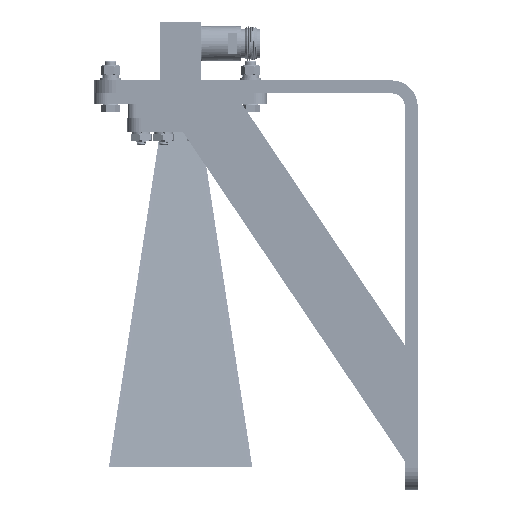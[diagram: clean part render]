
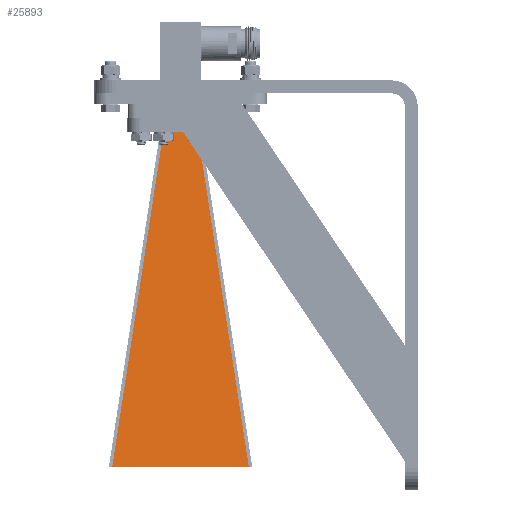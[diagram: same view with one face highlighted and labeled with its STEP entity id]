
A CAD part, left-side view. The second image highlights one B-rep face of the part: STEP entity #25893.
In plain terms, the highlighted face is planar.
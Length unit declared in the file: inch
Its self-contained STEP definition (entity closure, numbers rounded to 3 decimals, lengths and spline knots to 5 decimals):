
#2138 = CARTESIAN_POINT ( 'NONE',  ( -0.748, 0.311, 0.25 ) ) ;
#2478 = EDGE_CURVE ( 'NONE', #26361, #17728, #16094, .T. ) ;
#2714 = DIRECTION ( 'NONE',  ( 0.986, 0., 0.164 ) ) ;
#3788 = VERTEX_POINT ( 'NONE', #2138 ) ;
#4616 = ORIENTED_EDGE ( 'NONE', *, *, #5194, .F. ) ;
#5194 = EDGE_CURVE ( 'NONE', #3788, #17415, #17346, .T. ) ;
#5555 = DIRECTION ( 'NONE',  ( -0.163, -0.149, 0.975 ) ) ;
#6547 = EDGE_LOOP ( 'NONE', ( #26387, #19499, #4616, #17686 ) ) ;
#7997 = LINE ( 'NONE', #8419, #13450 ) ;
#8419 = CARTESIAN_POINT ( 'NONE',  ( -1.77, 1.248, 6.38 ) ) ;
#9575 = CARTESIAN_POINT ( 'NONE',  ( -1.77, 1.248, 6.38 ) ) ;
#10645 = EDGE_CURVE ( 'NONE', #3788, #26361, #12462, .T. ) ;
#12462 = LINE ( 'NONE', #24996, #20338 ) ;
#13029 = DIRECTION ( 'NONE',  ( -0.163, 0.149, 0.975 ) ) ;
#13450 = VECTOR ( 'NONE', #14229, 39.37008 ) ;
#13531 = CARTESIAN_POINT ( 'NONE',  ( -0.68722, 0., -0.11457 ) ) ;
#14087 = AXIS2_PLACEMENT_3D ( 'NONE', #13531, #2714, #24267 ) ;
#14229 = DIRECTION ( 'NONE',  ( 0., -1., 0. ) ) ;
#14677 = DIRECTION ( 'NONE',  ( 0., -1., 0. ) ) ;
#16094 = LINE ( 'NONE', #24616, #17222 ) ;
#17222 = VECTOR ( 'NONE', #5555, 39.37008 ) ;
#17310 = PLANE ( 'NONE',  #14087 ) ;
#17346 = LINE ( 'NONE', #25580, #27320 ) ;
#17415 = VERTEX_POINT ( 'NONE', #9575 ) ;
#17686 = ORIENTED_EDGE ( 'NONE', *, *, #10645, .T. ) ;
#17728 = VERTEX_POINT ( 'NONE', #25843 ) ;
#17956 = EDGE_CURVE ( 'NONE', #17415, #17728, #7997, .T. ) ;
#19499 = ORIENTED_EDGE ( 'NONE', *, *, #17956, .F. ) ;
#20338 = VECTOR ( 'NONE', #14677, 39.37008 ) ;
#24267 = DIRECTION ( 'NONE',  ( 0.164, 0., -0.986 ) ) ;
#24616 = CARTESIAN_POINT ( 'NONE',  ( -0.748, -0.311, 0.25 ) ) ;
#24996 = CARTESIAN_POINT ( 'NONE',  ( -0.748, 0.311, 0.25 ) ) ;
#25580 = CARTESIAN_POINT ( 'NONE',  ( -0.748, 0.311, 0.25 ) ) ;
#25843 = CARTESIAN_POINT ( 'NONE',  ( -1.77, -1.248, 6.38 ) ) ;
#25893 = ADVANCED_FACE ( 'NONE', ( #26356 ), #17310, .F. ) ;
#26356 = FACE_OUTER_BOUND ( 'NONE', #6547, .T. ) ;
#26361 = VERTEX_POINT ( 'NONE', #27185 ) ;
#26387 = ORIENTED_EDGE ( 'NONE', *, *, #2478, .T. ) ;
#27185 = CARTESIAN_POINT ( 'NONE',  ( -0.748, -0.311, 0.25 ) ) ;
#27320 = VECTOR ( 'NONE', #13029, 39.37008 ) ;
